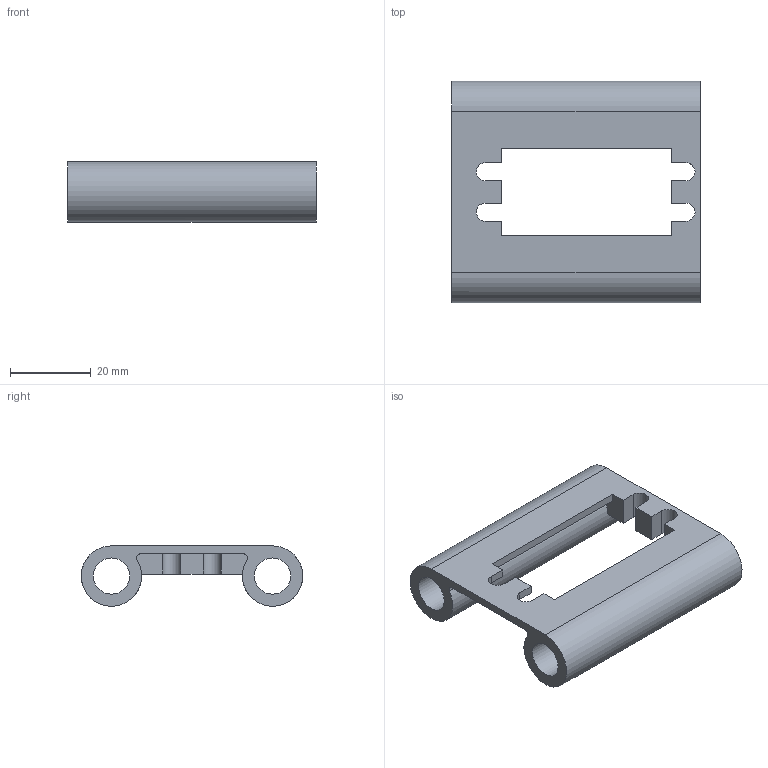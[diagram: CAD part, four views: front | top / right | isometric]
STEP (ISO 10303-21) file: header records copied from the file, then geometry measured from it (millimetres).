
FILE_DESCRIPTION(/* description */ ('Alibre Inc.'),/* implementation_level */ '2;1');
FILE_NAME(/* name */ 'export0',/* time_stamp */ '2013-10-11T23:08:31+01:00',/* author */ (''),/* organization */ (''),/* preprocessor_version */ 'ST-DEVELOPER v14',/* originating_system */ 'Alibre',/* authorisation */ '');
FILE_SCHEMA (('CONFIG_CONTROL_DESIGN'));
Length unit declared in the file: centimetre
Products named in the file (1): ID_1
Bounding box: 61.6 x 54.99 x 14.98 mm (x, y, z)
Volume: 16747.8 mm3; surface area: 11810.2 mm2
Topology: 1 solids, 1 shells, 31 faces, 90 edges, 60 vertices
Faces by surface type: plane 21, cylinder 10
Full cylindrical faces by diameter (mm): 9 x2
Entity records: 1092 total; most frequent: CARTESIAN_POINT 179, ORIENTED_EDGE 176, DIRECTION 151, EDGE_CURVE 88, VECTOR 66, LINE 66, VERTEX_POINT 60, AXIS2_PLACEMENT_3D 53
